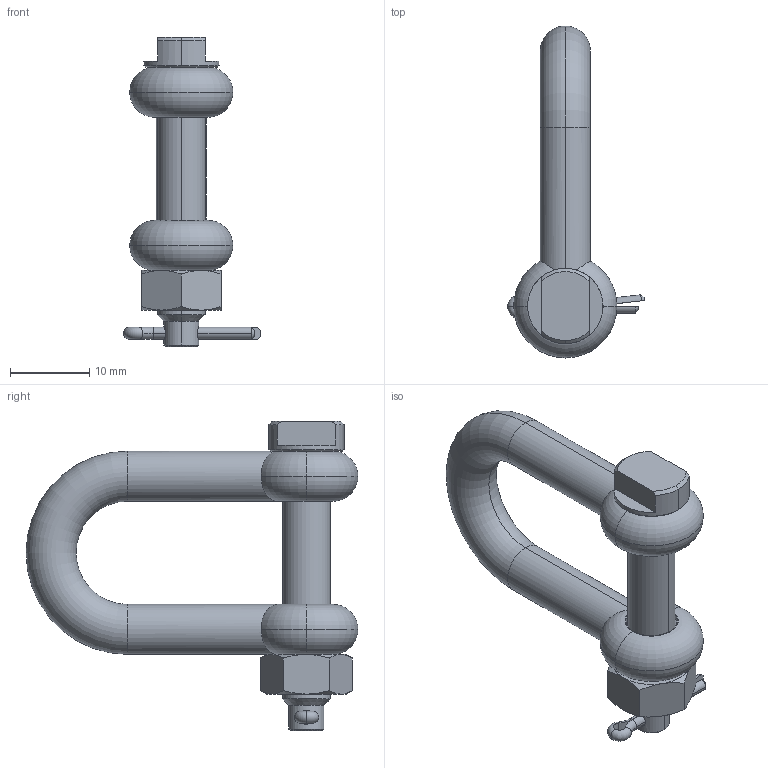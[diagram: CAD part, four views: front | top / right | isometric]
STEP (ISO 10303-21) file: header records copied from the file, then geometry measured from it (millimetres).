
FILE_DESCRIPTION (( 'STEP AP214' ), '1' );
FILE_NAME ('ED6M6.STEP', '2020-01-10T11:02:17', ( '' ), ( '' ), 'SwSTEP 2.0', 'SolidWorks 2019', '' );
FILE_SCHEMA (( 'AUTOMOTIVE_DESIGN' ));
Length unit declared in the file: millimetre
Products named in the file (5): EPIN_EPIN-6M6 (COSMETIC THREAD); ED SHACKLES_D06BOD; SP-07-A4_98355A010; FNUTM6R-A4_FNUTM6R-A4; ED6M6
Assembly tree (4 placements, depth 2):
  ED6M6
    ED SHACKLES_D06BOD
    FNUTM6R-A4_FNUTM6R-A4
    EPIN_EPIN-6M6 (COSMETIC THREAD)
    SP-07-A4_98355A010
Bounding box: 17.24 x 41.8 x 38.96 mm (x, y, z)
Volume: 4496.6 mm3; surface area: 3597.1 mm2
Topology: 4 solids, 4 shells, 127 faces, 295 edges, 177 vertices
Faces by surface type: cylinder 46, cone 32, plane 25, torus 22, bspline 2
Entity records: 4796 total; most frequent: CARTESIAN_POINT 1804, DIRECTION 596, ORIENTED_EDGE 590, EDGE_CURVE 295, AXIS2_PLACEMENT_3D 255, VERTEX_POINT 177, EDGE_LOOP 136, ADVANCED_FACE 127
